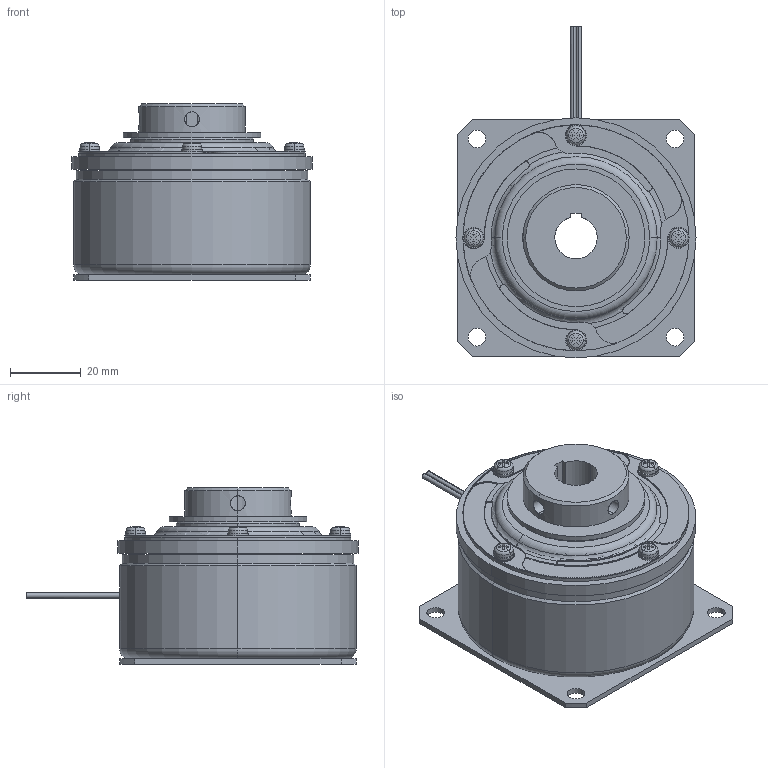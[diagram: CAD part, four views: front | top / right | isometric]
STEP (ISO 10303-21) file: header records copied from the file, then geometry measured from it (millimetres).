
FILE_DESCRIPTION (( 'STEP AP203' ), '1' );
FILE_NAME ('YPP616665.STEP', '2020-12-24T06:50:05', ( '' ), ( '' ), 'SwSTEP 2.0', 'SolidWorks 2016', '' );
FILE_SCHEMA (( 'CONFIG_CONTROL_DESIGN' ));
Length unit declared in the file: millimetre
Products named in the file (1): YPP616665
Bounding box: 68 x 94 x 50 mm (x, y, z)
Volume: 114403.3 mm3; surface area: 37627.7 mm2
Topology: 8 solids, 8 shells, 278 faces, 683 edges, 434 vertices
Faces by surface type: cylinder 105, plane 101, torus 42, cone 30
Entity records: 9036 total; most frequent: CARTESIAN_POINT 2358, DIRECTION 1399, ORIENTED_EDGE 1366, EDGE_CURVE 683, AXIS2_PLACEMENT_3D 567, VERTEX_POINT 434, EDGE_LOOP 315, CIRCLE 288
